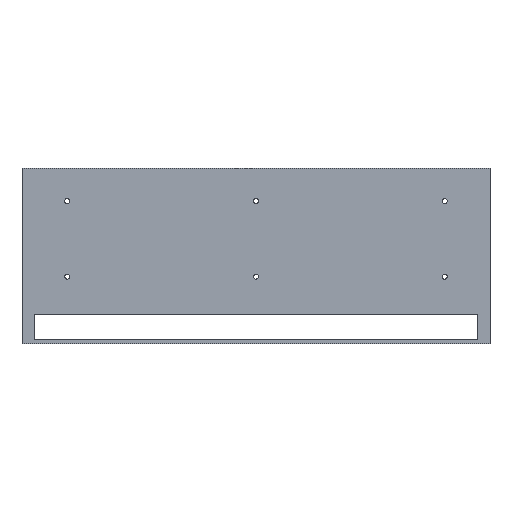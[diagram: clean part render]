
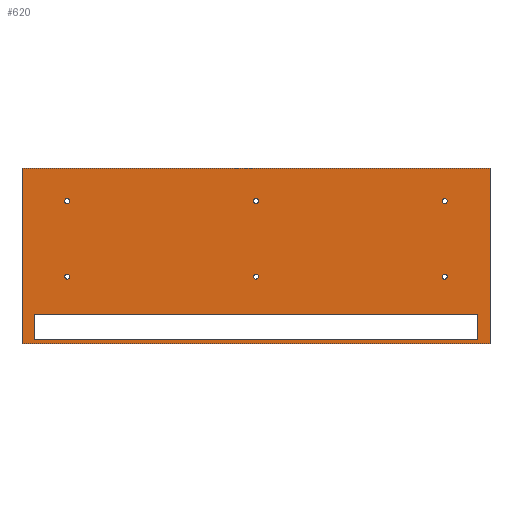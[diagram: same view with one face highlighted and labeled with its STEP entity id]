
A CAD part, top view. The second image highlights one B-rep face of the part: STEP entity #620.
In plain terms, the highlighted planar face has unit normal (0, 0, 1).
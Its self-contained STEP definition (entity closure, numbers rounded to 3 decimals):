
#39=AXIS2_PLACEMENT_3D('Circle Axis2P3D',#37,#38,$) ;
#74=AXIS2_PLACEMENT_3D('Circle Axis2P3D',#72,#73,$) ;
#344=AXIS2_PLACEMENT_3D('Circle Axis2P3D',#342,#343,$) ;
#379=AXIS2_PLACEMENT_3D('Circle Axis2P3D',#377,#378,$) ;
#401=AXIS2_PLACEMENT_3D('Circle Axis2P3D',#399,#400,$) ;
#436=AXIS2_PLACEMENT_3D('Circle Axis2P3D',#434,#435,$) ;
#458=AXIS2_PLACEMENT_3D('Circle Axis2P3D',#456,#457,$) ;
#493=AXIS2_PLACEMENT_3D('Circle Axis2P3D',#491,#492,$) ;
#515=AXIS2_PLACEMENT_3D('Circle Axis2P3D',#513,#514,$) ;
#550=AXIS2_PLACEMENT_3D('Circle Axis2P3D',#548,#549,$) ;
#568=AXIS2_PLACEMENT_3D('Plane Axis2P3D',#565,#566,#567) ;
#578=AXIS2_PLACEMENT_3D('Circle Axis2P3D',#576,#577,$) ;
#587=AXIS2_PLACEMENT_3D('Circle Axis2P3D',#585,#586,$) ;
#37=CARTESIAN_POINT('Axis2P3D Location',(498.5,-65.,0.)) ;
#41=CARTESIAN_POINT('Vertex',(494.112,-62.602,0.)) ;
#43=CARTESIAN_POINT('Vertex',(502.888,-67.397,0.)) ;
#72=CARTESIAN_POINT('Axis2P3D Location',(498.5,-65.,0.)) ;
#100=CARTESIAN_POINT('Vertex',(588.5,-348.,0.)) ;
#114=CARTESIAN_POINT('Vertex',(588.5,0.,0.)) ;
#117=CARTESIAN_POINT('Line Origine',(588.5,-174.,0.)) ;
#145=CARTESIAN_POINT('Vertex',(-341.5,0.,0.)) ;
#148=CARTESIAN_POINT('Line Origine',(123.5,0.,0.)) ;
#176=CARTESIAN_POINT('Vertex',(-341.5,-348.,0.)) ;
#179=CARTESIAN_POINT('Line Origine',(-341.5,-174.,0.)) ;
#201=CARTESIAN_POINT('Line Origine',(123.5,-348.,0.)) ;
#222=CARTESIAN_POINT('Vertex',(-317.5,-290.,0.)) ;
#227=CARTESIAN_POINT('Line Origine',(-317.5,-315.,0.)) ;
#231=CARTESIAN_POINT('Vertex',(-317.5,-340.,0.)) ;
#262=CARTESIAN_POINT('Vertex',(564.5,-290.,0.)) ;
#267=CARTESIAN_POINT('Line Origine',(123.5,-290.,0.)) ;
#293=CARTESIAN_POINT('Vertex',(564.5,-340.,0.)) ;
#298=CARTESIAN_POINT('Line Origine',(564.5,-315.,0.)) ;
#320=CARTESIAN_POINT('Line Origine',(123.5,-340.,0.)) ;
#342=CARTESIAN_POINT('Axis2P3D Location',(498.5,-215.,0.)) ;
#346=CARTESIAN_POINT('Vertex',(494.112,-212.602,0.)) ;
#348=CARTESIAN_POINT('Vertex',(502.888,-217.397,0.)) ;
#377=CARTESIAN_POINT('Axis2P3D Location',(498.5,-215.,0.)) ;
#399=CARTESIAN_POINT('Axis2P3D Location',(123.5,-65.,0.)) ;
#403=CARTESIAN_POINT('Vertex',(119.112,-62.602,0.)) ;
#405=CARTESIAN_POINT('Vertex',(127.888,-67.397,0.)) ;
#434=CARTESIAN_POINT('Axis2P3D Location',(123.5,-65.,0.)) ;
#456=CARTESIAN_POINT('Axis2P3D Location',(123.5,-215.,0.)) ;
#460=CARTESIAN_POINT('Vertex',(119.112,-212.602,0.)) ;
#462=CARTESIAN_POINT('Vertex',(127.888,-217.397,0.)) ;
#491=CARTESIAN_POINT('Axis2P3D Location',(123.5,-215.,0.)) ;
#513=CARTESIAN_POINT('Axis2P3D Location',(-251.5,-65.,0.)) ;
#517=CARTESIAN_POINT('Vertex',(-255.888,-62.602,0.)) ;
#519=CARTESIAN_POINT('Vertex',(-247.112,-67.397,0.)) ;
#548=CARTESIAN_POINT('Axis2P3D Location',(-251.5,-65.,0.)) ;
#565=CARTESIAN_POINT('Axis2P3D Location',(123.5,-140.,0.)) ;
#576=CARTESIAN_POINT('Axis2P3D Location',(-251.5,-215.,0.)) ;
#580=CARTESIAN_POINT('Vertex',(-246.5,-215.,0.)) ;
#582=CARTESIAN_POINT('Vertex',(-256.5,-215.,0.)) ;
#585=CARTESIAN_POINT('Axis2P3D Location',(-251.5,-215.,0.)) ;
#38=DIRECTION('Axis2P3D Direction',(-0.,0.,-1.)) ;
#73=DIRECTION('Axis2P3D Direction',(-0.,0.,-1.)) ;
#118=DIRECTION('Vector Direction',(0.,1.,0.)) ;
#149=DIRECTION('Vector Direction',(1.,0.,0.)) ;
#180=DIRECTION('Vector Direction',(0.,-1.,0.)) ;
#202=DIRECTION('Vector Direction',(-1.,0.,0.)) ;
#228=DIRECTION('Vector Direction',(0.,-1.,0.)) ;
#268=DIRECTION('Vector Direction',(1.,0.,0.)) ;
#299=DIRECTION('Vector Direction',(0.,1.,0.)) ;
#321=DIRECTION('Vector Direction',(-1.,0.,0.)) ;
#343=DIRECTION('Axis2P3D Direction',(-0.,0.,-1.)) ;
#378=DIRECTION('Axis2P3D Direction',(-0.,0.,-1.)) ;
#400=DIRECTION('Axis2P3D Direction',(-0.,0.,-1.)) ;
#435=DIRECTION('Axis2P3D Direction',(-0.,0.,-1.)) ;
#457=DIRECTION('Axis2P3D Direction',(-0.,0.,-1.)) ;
#492=DIRECTION('Axis2P3D Direction',(-0.,0.,-1.)) ;
#514=DIRECTION('Axis2P3D Direction',(-0.,0.,-1.)) ;
#549=DIRECTION('Axis2P3D Direction',(-0.,0.,-1.)) ;
#566=DIRECTION('Axis2P3D Direction',(0.,0.,1.)) ;
#567=DIRECTION('Axis2P3D XDirection',(-1.,0.,0.)) ;
#577=DIRECTION('Axis2P3D Direction',(0.,0.,1.)) ;
#586=DIRECTION('Axis2P3D Direction',(0.,0.,1.)) ;
#119=VECTOR('Line Direction',#118,1.) ;
#150=VECTOR('Line Direction',#149,1.) ;
#181=VECTOR('Line Direction',#180,1.) ;
#203=VECTOR('Line Direction',#202,1.) ;
#229=VECTOR('Line Direction',#228,1.) ;
#269=VECTOR('Line Direction',#268,1.) ;
#300=VECTOR('Line Direction',#299,1.) ;
#322=VECTOR('Line Direction',#321,1.) ;
#571=ORIENTED_EDGE('',*,*,#121,.T.) ;
#572=ORIENTED_EDGE('',*,*,#152,.T.) ;
#573=ORIENTED_EDGE('',*,*,#183,.T.) ;
#574=ORIENTED_EDGE('',*,*,#205,.T.) ;
#591=ORIENTED_EDGE('',*,*,#584,.F.) ;
#592=ORIENTED_EDGE('',*,*,#589,.F.) ;
#595=ORIENTED_EDGE('',*,*,#521,.F.) ;
#596=ORIENTED_EDGE('',*,*,#552,.F.) ;
#599=ORIENTED_EDGE('',*,*,#407,.F.) ;
#600=ORIENTED_EDGE('',*,*,#438,.F.) ;
#603=ORIENTED_EDGE('',*,*,#350,.F.) ;
#604=ORIENTED_EDGE('',*,*,#381,.F.) ;
#607=ORIENTED_EDGE('',*,*,#45,.F.) ;
#608=ORIENTED_EDGE('',*,*,#76,.F.) ;
#611=ORIENTED_EDGE('',*,*,#324,.F.) ;
#612=ORIENTED_EDGE('',*,*,#233,.F.) ;
#613=ORIENTED_EDGE('',*,*,#271,.F.) ;
#614=ORIENTED_EDGE('',*,*,#302,.F.) ;
#617=ORIENTED_EDGE('',*,*,#495,.F.) ;
#618=ORIENTED_EDGE('',*,*,#464,.F.) ;
#593=FACE_BOUND('',#590,.T.) ;
#597=FACE_BOUND('',#594,.T.) ;
#601=FACE_BOUND('',#598,.T.) ;
#605=FACE_BOUND('',#602,.T.) ;
#609=FACE_BOUND('',#606,.T.) ;
#615=FACE_BOUND('',#610,.T.) ;
#619=FACE_BOUND('',#616,.T.) ;
#620=ADVANCED_FACE('E6.2_IV_W_FLOOR_FIXING',(#575,#593,#597,#601,#605,#609,#615,#619),#569,.T.) ;
#40=CIRCLE('generated circle',#39,5.) ;
#75=CIRCLE('generated circle',#74,5.) ;
#345=CIRCLE('generated circle',#344,5.) ;
#380=CIRCLE('generated circle',#379,5.) ;
#402=CIRCLE('generated circle',#401,5.) ;
#437=CIRCLE('generated circle',#436,5.) ;
#459=CIRCLE('generated circle',#458,5.) ;
#494=CIRCLE('generated circle',#493,5.) ;
#516=CIRCLE('generated circle',#515,5.) ;
#551=CIRCLE('generated circle',#550,5.) ;
#579=CIRCLE('generated circle',#578,5.) ;
#588=CIRCLE('generated circle',#587,5.) ;
#45=EDGE_CURVE('',#42,#44,#40,.F.) ;
#76=EDGE_CURVE('',#44,#42,#75,.F.) ;
#121=EDGE_CURVE('',#101,#115,#120,.T.) ;
#152=EDGE_CURVE('',#115,#146,#151,.F.) ;
#183=EDGE_CURVE('',#146,#177,#182,.T.) ;
#205=EDGE_CURVE('',#177,#101,#204,.F.) ;
#233=EDGE_CURVE('',#223,#232,#230,.T.) ;
#271=EDGE_CURVE('',#263,#223,#270,.F.) ;
#302=EDGE_CURVE('',#294,#263,#301,.T.) ;
#324=EDGE_CURVE('',#232,#294,#323,.F.) ;
#350=EDGE_CURVE('',#347,#349,#345,.F.) ;
#381=EDGE_CURVE('',#349,#347,#380,.F.) ;
#407=EDGE_CURVE('',#404,#406,#402,.F.) ;
#438=EDGE_CURVE('',#406,#404,#437,.F.) ;
#464=EDGE_CURVE('',#461,#463,#459,.F.) ;
#495=EDGE_CURVE('',#463,#461,#494,.F.) ;
#521=EDGE_CURVE('',#518,#520,#516,.F.) ;
#552=EDGE_CURVE('',#520,#518,#551,.F.) ;
#584=EDGE_CURVE('',#581,#583,#579,.T.) ;
#589=EDGE_CURVE('',#583,#581,#588,.T.) ;
#570=EDGE_LOOP('',(#571,#572,#573,#574)) ;
#590=EDGE_LOOP('',(#591,#592)) ;
#594=EDGE_LOOP('',(#595,#596)) ;
#598=EDGE_LOOP('',(#599,#600)) ;
#602=EDGE_LOOP('',(#603,#604)) ;
#606=EDGE_LOOP('',(#607,#608)) ;
#610=EDGE_LOOP('',(#611,#612,#613,#614)) ;
#616=EDGE_LOOP('',(#617,#618)) ;
#575=FACE_OUTER_BOUND('',#570,.T.) ;
#120=LINE('Line',#117,#119) ;
#151=LINE('Line',#148,#150) ;
#182=LINE('Line',#179,#181) ;
#204=LINE('Line',#201,#203) ;
#230=LINE('Line',#227,#229) ;
#270=LINE('Line',#267,#269) ;
#301=LINE('Line',#298,#300) ;
#323=LINE('Line',#320,#322) ;
#569=PLANE('',#568) ;
#42=VERTEX_POINT('',#41) ;
#44=VERTEX_POINT('',#43) ;
#101=VERTEX_POINT('',#100) ;
#115=VERTEX_POINT('',#114) ;
#146=VERTEX_POINT('',#145) ;
#177=VERTEX_POINT('',#176) ;
#223=VERTEX_POINT('',#222) ;
#232=VERTEX_POINT('',#231) ;
#263=VERTEX_POINT('',#262) ;
#294=VERTEX_POINT('',#293) ;
#347=VERTEX_POINT('',#346) ;
#349=VERTEX_POINT('',#348) ;
#404=VERTEX_POINT('',#403) ;
#406=VERTEX_POINT('',#405) ;
#461=VERTEX_POINT('',#460) ;
#463=VERTEX_POINT('',#462) ;
#518=VERTEX_POINT('',#517) ;
#520=VERTEX_POINT('',#519) ;
#581=VERTEX_POINT('',#580) ;
#583=VERTEX_POINT('',#582) ;
